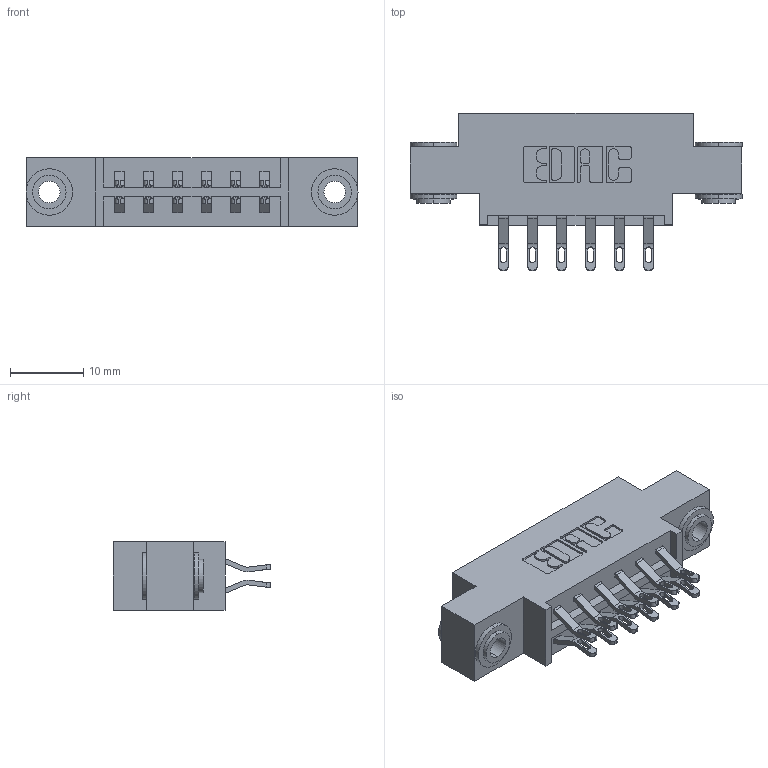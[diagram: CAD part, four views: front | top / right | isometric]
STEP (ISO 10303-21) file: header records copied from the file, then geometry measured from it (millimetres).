
FILE_DESCRIPTION (( 'STEP AP203' ), '1' );
FILE_NAME ('833-012-555-803.STEP', '2020-05-30T22:36:22', ( '' ), ( '' ), 'SwSTEP 2.0', 'SolidWorks 2020', '' );
FILE_SCHEMA (( 'CONFIG_CONTROL_DESIGN' ));
Length unit declared in the file: inch
Products named in the file (4): 345-250-002_345-250-002-102; 345-292-001_555 Tail; 833 Part_Offset - .156 Dia - TH; 833-012-555-803
Assembly tree (15 placements, depth 2):
  833-012-555-803
    833 Part_Offset - .156 Dia - TH
    345-292-001_555 Tail  x12
    345-250-002_345-250-002-102  x2
Bounding box: 45.31 x 21.47 x 9.4 mm (x, y, z)
Volume: 4116 mm3; surface area: 5051.2 mm2
Topology: 15 solids, 15 shells, 852 faces, 2595 edges, 1726 vertices
Faces by surface type: plane 492, cylinder 352, cone 8
Entity records: 9624 total; most frequent: CARTESIAN_POINT 1651, ORIENTED_EDGE 1550, DIRECTION 1477, EDGE_CURVE 775, LINE 603, VECTOR 603, VERTEX_POINT 514, AXIS2_PLACEMENT_3D 437
